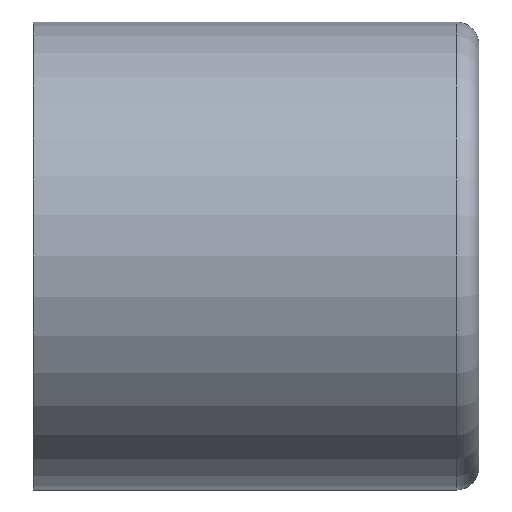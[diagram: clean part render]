
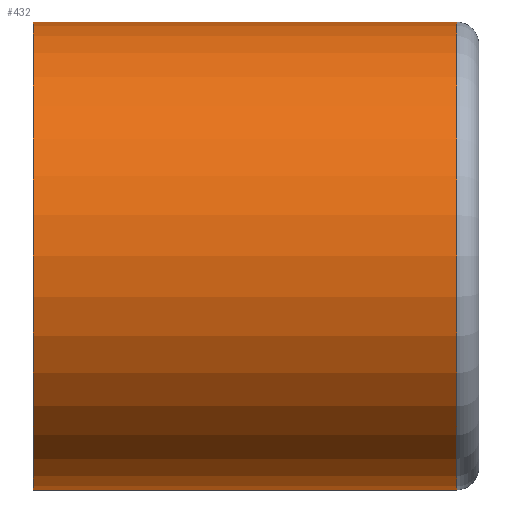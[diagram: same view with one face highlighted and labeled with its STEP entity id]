
A CAD part, left-side view. The second image highlights one B-rep face of the part: STEP entity #432.
In plain terms, the highlighted cylindrical face has radius 42 mm (diameter 84 mm), a partial arc.
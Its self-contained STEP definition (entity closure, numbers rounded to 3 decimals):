
#9 = CARTESIAN_POINT ( 'NONE',  ( 0., 4., 0. ) ) ;
#43 = ORIENTED_EDGE ( 'NONE', *, *, #345, .T. ) ;
#51 = AXIS2_PLACEMENT_3D ( 'NONE', #9, #192, #531 ) ;
#59 = VECTOR ( 'NONE', #68, 1000. ) ;
#68 = DIRECTION ( 'NONE',  ( 0., -1., 0. ) ) ;
#84 = DIRECTION ( 'NONE',  ( 0., 0., 1. ) ) ;
#88 = DIRECTION ( 'NONE',  ( 0., 1., 0. ) ) ;
#93 = ORIENTED_EDGE ( 'NONE', *, *, #255, .F. ) ;
#121 = CARTESIAN_POINT ( 'NONE',  ( 0., 80., 0. ) ) ;
#128 = VERTEX_POINT ( 'NONE', #451 ) ;
#192 = DIRECTION ( 'NONE',  ( 0., 1., 0. ) ) ;
#196 = VERTEX_POINT ( 'NONE', #509 ) ;
#214 = AXIS2_PLACEMENT_3D ( 'NONE', #472, #88, #84 ) ;
#215 = CYLINDRICAL_SURFACE ( 'NONE', #262, 42. ) ;
#255 = EDGE_CURVE ( 'NONE', #612, #196, #435, .T. ) ;
#262 = AXIS2_PLACEMENT_3D ( 'NONE', #121, #445, #351 ) ;
#273 = CARTESIAN_POINT ( 'NONE',  ( 0., 80., -42. ) ) ;
#283 = EDGE_CURVE ( 'NONE', #612, #423, #467, .T. ) ;
#296 = ORIENTED_EDGE ( 'NONE', *, *, #510, .F. ) ;
#315 = CARTESIAN_POINT ( 'NONE',  ( 0., 4., -42. ) ) ;
#334 = DIRECTION ( 'NONE',  ( 0., -1., 0. ) ) ;
#345 = EDGE_CURVE ( 'NONE', #423, #128, #387, .T. ) ;
#350 = ORIENTED_EDGE ( 'NONE', *, *, #283, .T. ) ;
#351 = DIRECTION ( 'NONE',  ( 0., 0., -1. ) ) ;
#358 = LINE ( 'NONE', #540, #59 ) ;
#387 = CIRCLE ( 'NONE', #51, 42. ) ;
#423 = VERTEX_POINT ( 'NONE', #315 ) ;
#432 = ADVANCED_FACE ( 'NONE', ( #597 ), #215, .T. ) ;
#435 = CIRCLE ( 'NONE', #214, 42. ) ;
#445 = DIRECTION ( 'NONE',  ( 0., -1., 0. ) ) ;
#451 = CARTESIAN_POINT ( 'NONE',  ( 0., 4., 42. ) ) ;
#467 = LINE ( 'NONE', #273, #578 ) ;
#472 = CARTESIAN_POINT ( 'NONE',  ( 0., 80., 0. ) ) ;
#509 = CARTESIAN_POINT ( 'NONE',  ( 0., 80., 42. ) ) ;
#510 = EDGE_CURVE ( 'NONE', #196, #128, #358, .T. ) ;
#531 = DIRECTION ( 'NONE',  ( 0., 0., 1. ) ) ;
#534 = EDGE_LOOP ( 'NONE', ( #296, #93, #350, #43 ) ) ;
#540 = CARTESIAN_POINT ( 'NONE',  ( 0., 80., 42. ) ) ;
#552 = CARTESIAN_POINT ( 'NONE',  ( 0., 80., -42. ) ) ;
#578 = VECTOR ( 'NONE', #334, 1000. ) ;
#597 = FACE_OUTER_BOUND ( 'NONE', #534, .T. ) ;
#612 = VERTEX_POINT ( 'NONE', #552 ) ;
